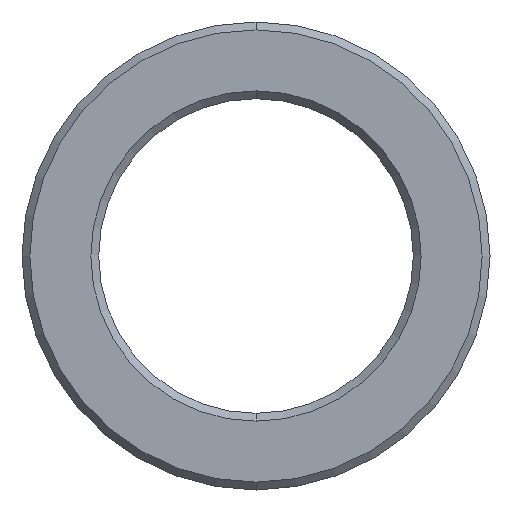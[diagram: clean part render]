
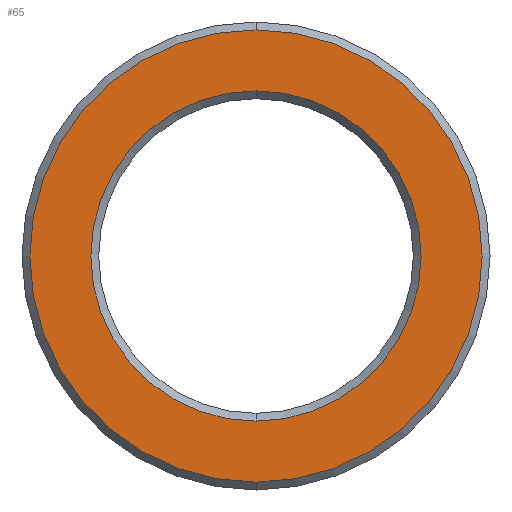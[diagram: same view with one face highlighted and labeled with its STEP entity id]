
A CAD part, front view. The second image highlights one B-rep face of the part: STEP entity #65.
In plain terms, the highlighted planar face has unit normal (0, -1, 0).
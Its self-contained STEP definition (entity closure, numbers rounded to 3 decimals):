
#9 = FACE_OUTER_BOUND ( 'NONE', #410, .T. ) ;
#21 = DIRECTION ( 'NONE',  ( 0., 1., 0. ) ) ;
#41 = DIRECTION ( 'NONE',  ( 0., 0., 1. ) ) ;
#45 = AXIS2_PLACEMENT_3D ( 'NONE', #441, #259, #298 ) ;
#55 = CIRCLE ( 'NONE', #139, 2.1 ) ;
#65 = ADVANCED_FACE ( 'NONE', ( #9, #239 ), #323, .F. ) ;
#75 = EDGE_CURVE ( 'NONE', #164, #184, #55, .T. ) ;
#77 = DIRECTION ( 'NONE',  ( 0., 1., 0. ) ) ;
#87 = ORIENTED_EDGE ( 'NONE', *, *, #390, .T. ) ;
#96 = DIRECTION ( 'NONE',  ( 0., 1., 0. ) ) ;
#98 = DIRECTION ( 'NONE',  ( 0., 0., 1. ) ) ;
#101 = EDGE_CURVE ( 'NONE', #431, #320, #383, .T. ) ;
#108 = CARTESIAN_POINT ( 'NONE',  ( 0., -11., 2.1 ) ) ;
#122 = ORIENTED_EDGE ( 'NONE', *, *, #75, .T. ) ;
#131 = CARTESIAN_POINT ( 'NONE',  ( 0., -11., 0. ) ) ;
#139 = AXIS2_PLACEMENT_3D ( 'NONE', #131, #21, #258 ) ;
#140 = ORIENTED_EDGE ( 'NONE', *, *, #285, .T. ) ;
#158 = CARTESIAN_POINT ( 'NONE',  ( 0., -11., 0. ) ) ;
#164 = VERTEX_POINT ( 'NONE', #108 ) ;
#184 = VERTEX_POINT ( 'NONE', #236 ) ;
#185 = CIRCLE ( 'NONE', #249, 2.875 ) ;
#206 = AXIS2_PLACEMENT_3D ( 'NONE', #158, #96, #98 ) ;
#236 = CARTESIAN_POINT ( 'NONE',  ( 0., -11., -2.1 ) ) ;
#239 = FACE_BOUND ( 'NONE', #391, .T. ) ;
#241 = CARTESIAN_POINT ( 'NONE',  ( 0., -11., -2.875 ) ) ;
#249 = AXIS2_PLACEMENT_3D ( 'NONE', #279, #278, #41 ) ;
#258 = DIRECTION ( 'NONE',  ( 0., 0., 1. ) ) ;
#259 = DIRECTION ( 'NONE',  ( 0., -1., 0. ) ) ;
#278 = DIRECTION ( 'NONE',  ( 0., -1., 0. ) ) ;
#279 = CARTESIAN_POINT ( 'NONE',  ( 0., -11., 0. ) ) ;
#285 = EDGE_CURVE ( 'NONE', #184, #164, #387, .T. ) ;
#298 = DIRECTION ( 'NONE',  ( 0., 0., 1. ) ) ;
#320 = VERTEX_POINT ( 'NONE', #351 ) ;
#323 = PLANE ( 'NONE',  #206 ) ;
#351 = CARTESIAN_POINT ( 'NONE',  ( 0., -11., 2.875 ) ) ;
#378 = CARTESIAN_POINT ( 'NONE',  ( 0., -11., 0. ) ) ;
#383 = CIRCLE ( 'NONE', #45, 2.875 ) ;
#387 = CIRCLE ( 'NONE', #422, 2.1 ) ;
#390 = EDGE_CURVE ( 'NONE', #320, #431, #185, .T. ) ;
#391 = EDGE_LOOP ( 'NONE', ( #140, #122 ) ) ;
#410 = EDGE_LOOP ( 'NONE', ( #87, #430 ) ) ;
#420 = DIRECTION ( 'NONE',  ( 0., 0., 1. ) ) ;
#422 = AXIS2_PLACEMENT_3D ( 'NONE', #378, #77, #420 ) ;
#430 = ORIENTED_EDGE ( 'NONE', *, *, #101, .T. ) ;
#431 = VERTEX_POINT ( 'NONE', #241 ) ;
#441 = CARTESIAN_POINT ( 'NONE',  ( 0., -11., 0. ) ) ;
